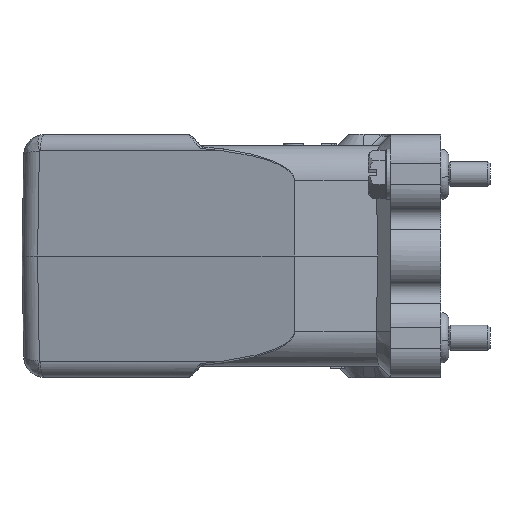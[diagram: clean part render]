
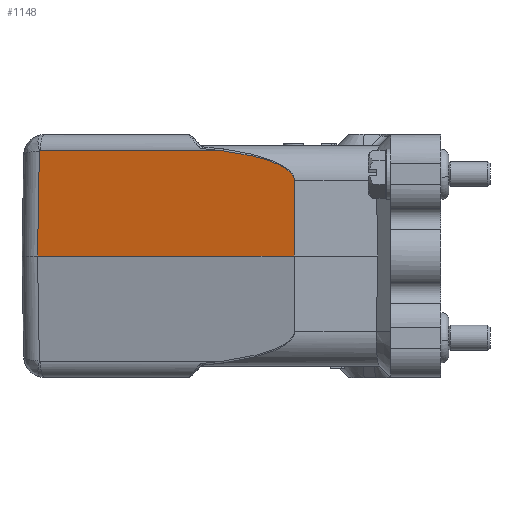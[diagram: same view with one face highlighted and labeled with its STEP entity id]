
A CAD part, left-side view. The second image highlights one B-rep face of the part: STEP entity #1148.
In plain terms, the highlighted planar face has unit normal (-0.966, 0.259, 0.018).
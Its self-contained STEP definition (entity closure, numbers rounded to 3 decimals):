
#1148=ADVANCED_FACE('NONE',(#1958),#1519,.T.);
#1519=PLANE('',#10682);
#1958=FACE_OUTER_BOUND('',#2566,.T.);
#2566=EDGE_LOOP('',(#5854,#5855,#5856,#5857,#5858,#5859));
#3189=LINE('',#18138,#3759);
#3204=LINE('',#19046,#3774);
#3205=LINE('',#19047,#3775);
#3206=LINE('',#19049,#3776);
#3759=VECTOR('',#12184,1.);
#3774=VECTOR('',#12247,1.);
#3775=VECTOR('',#12248,1.);
#3776=VECTOR('',#12249,1.);
#5854=ORIENTED_EDGE('',*,*,#9017,.T.);
#5855=ORIENTED_EDGE('',*,*,#9018,.T.);
#5856=ORIENTED_EDGE('',*,*,#8938,.F.);
#5857=ORIENTED_EDGE('',*,*,#8936,.T.);
#5858=ORIENTED_EDGE('',*,*,#9019,.F.);
#5859=ORIENTED_EDGE('',*,*,#9020,.T.);
#7598=VERTEX_POINT('',#17505);
#7631=VERTEX_POINT('',#18137);
#7632=VERTEX_POINT('',#18146);
#7678=VERTEX_POINT('',#19044);
#7679=VERTEX_POINT('',#19045);
#7680=VERTEX_POINT('',#19048);
#8936=EDGE_CURVE('NONE',#7598,#7631,#3189,.T.);
#8938=EDGE_CURVE('NONE',#7598,#7632,#9938,.T.);
#9017=EDGE_CURVE('NONE',#7678,#7679,#10001,.T.);
#9018=EDGE_CURVE('NONE',#7679,#7632,#3204,.T.);
#9019=EDGE_CURVE('NONE',#7680,#7631,#3205,.T.);
#9020=EDGE_CURVE('NONE',#7680,#7678,#3206,.T.);
#9938=B_SPLINE_CURVE_WITH_KNOTS('',3,(#18147,#18148,#18149,#18150),
 .UNSPECIFIED.,.F.,.F.,(4,4),(0.,1.),.UNSPECIFIED.);
#10001=B_SPLINE_CURVE_WITH_KNOTS('',3,(#18990,#18991,#18992,#18993,#18994,
#18995,#18996,#18997,#18998,#18999,#19000,#19001,#19002,#19003,#19004,#19005,
#19006,#19007,#19008,#19009,#19010,#19011,#19012,#19013,#19014,#19015,#19016,
#19017,#19018,#19019,#19020,#19021,#19022,#19023,#19024,#19025,#19026,#19027,
#19028,#19029,#19030,#19031,#19032,#19033,#19034,#19035,#19036,#19037,#19038,
#19039,#19040,#19041,#19042,#19043),.UNSPECIFIED.,.F.,.F.,(4,2,2,1,2,2,
1,1,1,1,2,2,1,1,1,1,1,1,1,1,2,2,1,1,1,1,1,1,1,2,2,1,1,1,1,1,1,2,2,4),(0.,
0.031,0.047,0.062,0.07,
0.074,0.078,0.094,0.125,
0.141,0.143,0.145,0.148,
0.156,0.187,0.219,0.234,0.242,
0.246,0.248,0.249,0.25,
0.375,0.437,0.469,0.484,
0.492,0.496,0.498,0.499,
0.5,0.625,0.687,0.719,
0.734,0.742,0.746,0.748,0.75,
1.),.UNSPECIFIED.);
#10682=AXIS2_PLACEMENT_3D('',#19050,#12250,#12251);
#12184=DIRECTION('',(-0.013,0.017,-1.));
#12247=DIRECTION('',(0.259,0.966,0.));
#12248=DIRECTION('',(0.259,0.966,0.));
#12249=DIRECTION('',(0.017,-0.002,1.));
#12250=DIRECTION('',(-0.966,0.259,0.017));
#12251=DIRECTION('',(-0.259,-0.966,0.));
#17505=CARTESIAN_POINT('',(-34.741,95.857,25.04));
#18137=CARTESIAN_POINT('',(-35.076,96.295,0.));
#18138=CARTESIAN_POINT('',(-34.741,95.857,25.04));
#18146=CARTESIAN_POINT('',(-34.805,95.615,25.07));
#18147=CARTESIAN_POINT('',(-34.741,95.857,25.04));
#18148=CARTESIAN_POINT('',(-34.762,95.778,25.06));
#18149=CARTESIAN_POINT('',(-34.783,95.697,25.07));
#18150=CARTESIAN_POINT('',(-34.805,95.615,25.07));
#18990=CARTESIAN_POINT('',(-51.17,35.022,17.948));
#18991=CARTESIAN_POINT('',(-51.164,35.027,18.165));
#18992=CARTESIAN_POINT('',(-51.153,35.056,18.369));
#18993=CARTESIAN_POINT('',(-51.126,35.136,18.657));
#18994=CARTESIAN_POINT('',(-51.116,35.167,18.746));
#18995=CARTESIAN_POINT('',(-51.093,35.243,18.929));
#18996=CARTESIAN_POINT('',(-51.072,35.31,19.068));
#18997=CARTESIAN_POINT('',(-51.048,35.392,19.208));
#18998=CARTESIAN_POINT('',(-51.035,35.436,19.278));
#18999=CARTESIAN_POINT('',(-51.031,35.447,19.296));
#19000=CARTESIAN_POINT('',(-51.024,35.472,19.335));
#19001=CARTESIAN_POINT('',(-51.005,35.535,19.43));
#19002=CARTESIAN_POINT('',(-50.952,35.716,19.677));
#19003=CARTESIAN_POINT('',(-50.874,35.99,19.979));
#19004=CARTESIAN_POINT('',(-50.802,36.242,20.212));
#19005=CARTESIAN_POINT('',(-50.775,36.338,20.295));
#19006=CARTESIAN_POINT('',(-50.769,36.36,20.314));
#19007=CARTESIAN_POINT('',(-50.767,36.367,20.32));
#19008=CARTESIAN_POINT('',(-50.759,36.392,20.341));
#19009=CARTESIAN_POINT('',(-50.745,36.443,20.384));
#19010=CARTESIAN_POINT('',(-50.691,36.634,20.542));
#19011=CARTESIAN_POINT('',(-50.595,36.974,20.796));
#19012=CARTESIAN_POINT('',(-50.476,37.4,21.074));
#19013=CARTESIAN_POINT('',(-50.386,37.724,21.266));
#19014=CARTESIAN_POINT('',(-50.339,37.892,21.361));
#19015=CARTESIAN_POINT('',(-50.315,37.977,21.408));
#19016=CARTESIAN_POINT('',(-50.303,38.02,21.432));
#19017=CARTESIAN_POINT('',(-50.298,38.039,21.442));
#19018=CARTESIAN_POINT('',(-50.295,38.051,21.449));
#19019=CARTESIAN_POINT('',(-50.293,38.059,21.453));
#19020=CARTESIAN_POINT('',(-50.127,38.655,21.776));
#19021=CARTESIAN_POINT('',(-49.851,39.653,22.236));
#19022=CARTESIAN_POINT('',(-49.478,41.015,22.737));
#19023=CARTESIAN_POINT('',(-49.278,41.744,22.978));
#19024=CARTESIAN_POINT('',(-49.174,42.122,23.097));
#19025=CARTESIAN_POINT('',(-49.122,42.313,23.155));
#19026=CARTESIAN_POINT('',(-49.096,42.41,23.184));
#19027=CARTESIAN_POINT('',(-49.082,42.458,23.199));
#19028=CARTESIAN_POINT('',(-49.077,42.479,23.205));
#19029=CARTESIAN_POINT('',(-49.073,42.493,23.209));
#19030=CARTESIAN_POINT('',(-49.071,42.501,23.212));
#19031=CARTESIAN_POINT('',(-48.878,43.205,23.422));
#19032=CARTESIAN_POINT('',(-48.577,44.308,23.717));
#19033=CARTESIAN_POINT('',(-48.2,45.695,24.033));
#19034=CARTESIAN_POINT('',(-48.005,46.413,24.184));
#19035=CARTESIAN_POINT('',(-47.906,46.779,24.257));
#19036=CARTESIAN_POINT('',(-47.856,46.963,24.294));
#19037=CARTESIAN_POINT('',(-47.83,47.055,24.312));
#19038=CARTESIAN_POINT('',(-47.82,47.095,24.319));
#19039=CARTESIAN_POINT('',(-47.812,47.121,24.325));
#19040=CARTESIAN_POINT('',(-47.808,47.136,24.327));
#19041=CARTESIAN_POINT('',(-47.398,48.647,24.619));
#19042=CARTESIAN_POINT('',(-46.973,50.218,24.866));
#19043=CARTESIAN_POINT('',(-46.529,51.861,25.07));
#19044=CARTESIAN_POINT('',(-51.17,35.022,17.948));
#19045=CARTESIAN_POINT('',(-46.529,51.861,25.07));
#19046=CARTESIAN_POINT('',(-33.661,99.887,25.07));
#19047=CARTESIAN_POINT('',(-34.083,100.,0.));
#19048=CARTESIAN_POINT('',(-51.483,35.064,0.));
#19049=CARTESIAN_POINT('',(-51.483,35.064,0.));
#19050=CARTESIAN_POINT('',(-34.083,100.,0.));
